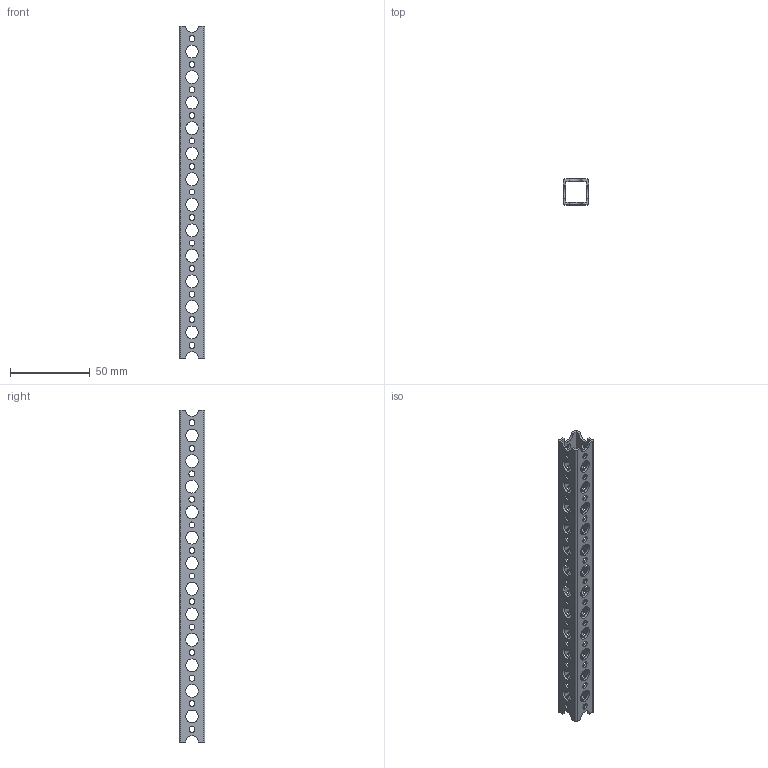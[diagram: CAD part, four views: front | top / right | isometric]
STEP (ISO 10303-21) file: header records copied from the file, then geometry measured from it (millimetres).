
FILE_DESCRIPTION (( 'STEP AP214' ), '1' );
FILE_NAME ('40206_TXP-Square Beam 13 Hole.STEP', '2017-03-28T20:13:22', ( '' ), ( '' ), 'SwSTEP 2.0', 'SolidWorks 2016', '' );
FILE_SCHEMA (( 'AUTOMOTIVE_DESIGN' ));
Length unit declared in the file: millimetre
Products named in the file (2): 40206_TXP-Square Beam 13 Hole
Bounding box: 16 x 16 x 208 mm (x, y, z)
Volume: 13158.1 mm3; surface area: 20368.4 mm2
Topology: 1 solids, 1 shells, 230 faces, 690 edges, 460 vertices
Faces by surface type: cylinder 214, plane 16
Entity records: 8475 total; most frequent: DIRECTION 1582, CARTESIAN_POINT 1382, ORIENTED_EDGE 1380, EDGE_CURVE 690, AXIS2_PLACEMENT_3D 660, VERTEX_POINT 460, EDGE_LOOP 430, CIRCLE 428
